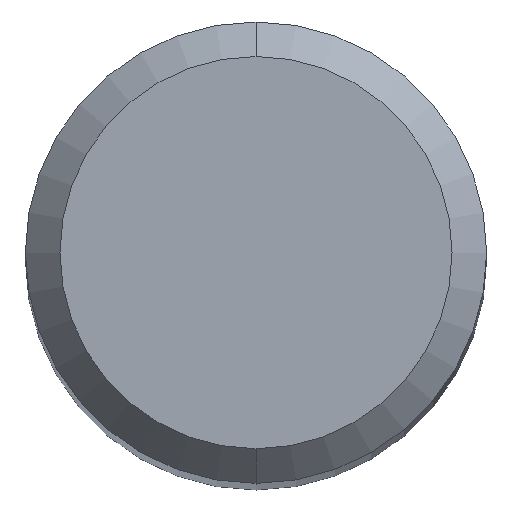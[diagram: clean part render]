
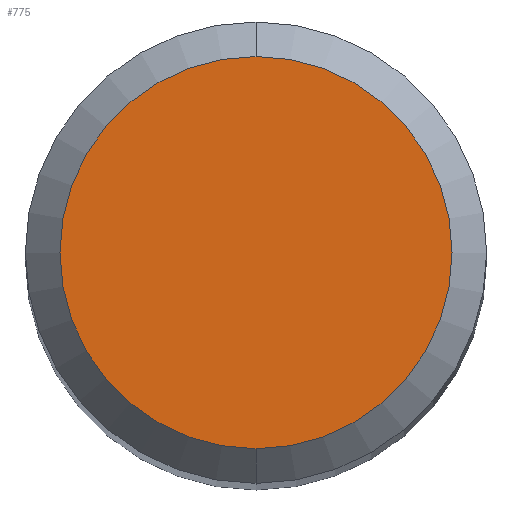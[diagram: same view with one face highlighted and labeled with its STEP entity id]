
A CAD part, top view. The second image highlights one B-rep face of the part: STEP entity #775.
In plain terms, the highlighted planar face has unit normal (0, 0, 1).
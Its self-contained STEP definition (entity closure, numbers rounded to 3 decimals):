
#497=VERTEX_POINT('',#1307);
#677=EDGE_CURVE('',#497,#1099,#1499,.T.);
#775=ADVANCED_FACE('',(#1605),#1606,.T.);
#1099=VERTEX_POINT('',#1956);
#1115=EDGE_CURVE('',#1099,#497,#1974,.T.);
#1307=CARTESIAN_POINT('',(0.0,1.7,0.0));
#1499=CIRCLE('',#2957,1.7);
#1605=FACE_OUTER_BOUND('',#3326,.T.);
#1606=PLANE('',#3327);
#1956=CARTESIAN_POINT('',(0.,-1.7,0.0));
#1974=CIRCLE('',#4755,1.7);
#2957=AXIS2_PLACEMENT_3D('',#5472,#5473,#5474);
#3326=EDGE_LOOP('',(#5581,#5582));
#3327=AXIS2_PLACEMENT_3D('',#5583,#5584,#5585);
#4755=AXIS2_PLACEMENT_3D('',#5963,#5964,#5965);
#5472=CARTESIAN_POINT('',(0.0,0.0,0.0));
#5473=DIRECTION('',(0.0,0.0,-1.0));
#5474=DIRECTION('',(0.0,1.0,0.0));
#5581=ORIENTED_EDGE('',*,*,#677,.F.);
#5582=ORIENTED_EDGE('',*,*,#1115,.F.);
#5583=CARTESIAN_POINT('',(0.0,0.85,0.0));
#5584=DIRECTION('',(-0.0,0.0,1.0));
#5585=DIRECTION('',(0.0,-1.0,0.0));
#5963=CARTESIAN_POINT('',(0.0,0.0,0.0));
#5964=DIRECTION('',(0.0,0.0,-1.0));
#5965=DIRECTION('',(0.0,1.0,0.0));
